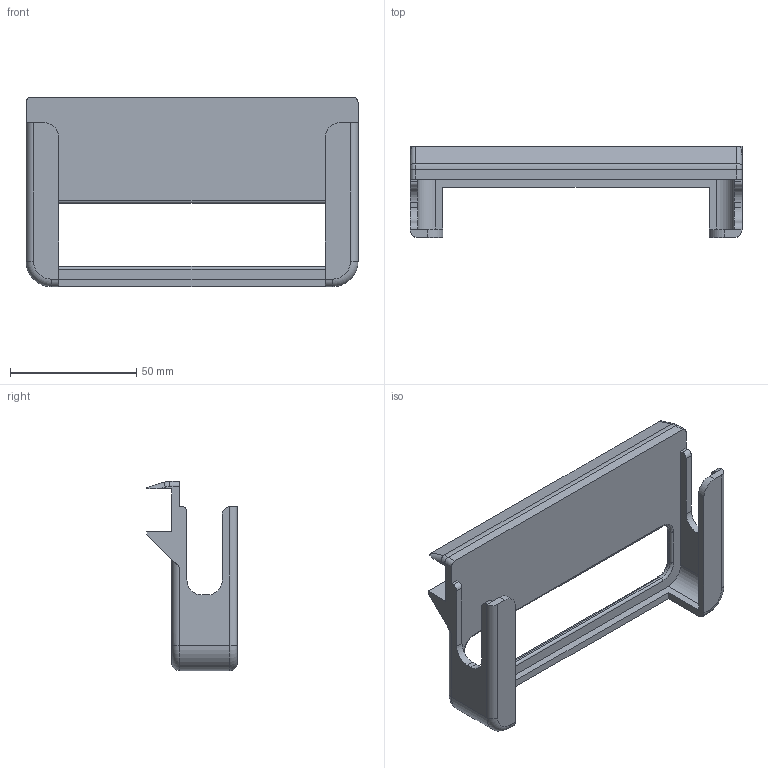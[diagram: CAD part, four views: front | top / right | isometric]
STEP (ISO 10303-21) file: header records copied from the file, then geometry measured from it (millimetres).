
FILE_DESCRIPTION(('FreeCAD Model'),'2;1');
FILE_NAME('Open CASCADE Shape Model','2025-11-24T19:17:30',(''),(''), 'Open CASCADE STEP processor 7.7','FreeCAD','Unknown');
FILE_SCHEMA(('AUTOMOTIVE_DESIGN { 1 0 10303 214 1 1 1 1 }'));
Length unit declared in the file: millimetre
Products named in the file (1): Body
Bounding box: 131.5 x 36 x 75 mm (x, y, z)
Volume: 42092.3 mm3; surface area: 27907.6 mm2
Topology: 1 solids, 1 shells, 90 faces, 234 edges, 146 vertices
Faces by surface type: plane 38, cylinder 38, torus 14
Entity records: 2776 total; most frequent: DIRECTION 508, CARTESIAN_POINT 471, ORIENTED_EDGE 468, EDGE_CURVE 234, AXIS2_PLACEMENT_3D 183, VERTEX_POINT 146, LINE 142, VECTOR 142
